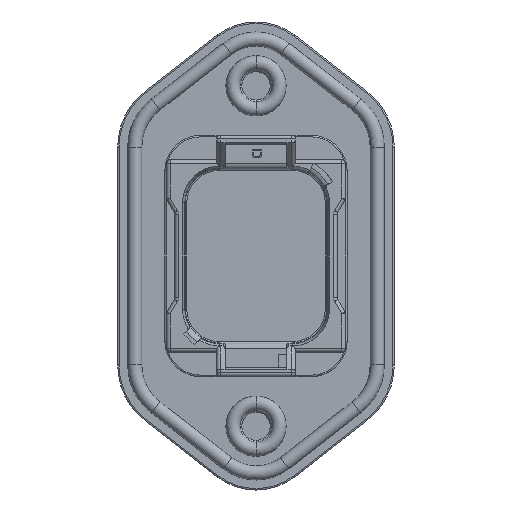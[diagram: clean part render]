
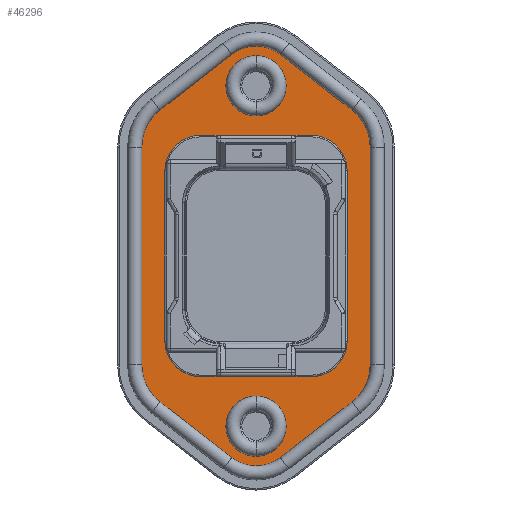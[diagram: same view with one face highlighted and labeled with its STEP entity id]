
A CAD part, front view. The second image highlights one B-rep face of the part: STEP entity #46296.
In plain terms, the highlighted planar face has unit normal (0, -1, 0).
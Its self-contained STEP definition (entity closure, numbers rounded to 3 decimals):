
#71=DIRECTION('',(1.,0.,0.));
#72=VECTOR('',#71,15.7);
#73=CARTESIAN_POINT('',(-7.85,13.5,17.));
#74=LINE('',#73,#72);
#295=DIRECTION('',(-1.,0.,0.));
#296=VECTOR('',#295,15.7);
#297=CARTESIAN_POINT('',(7.85,13.5,-17.));
#298=LINE('',#297,#296);
#14826=CARTESIAN_POINT('',(7.85,13.5,-12.));
#14827=DIRECTION('',(0.,-1.,0.));
#14828=DIRECTION('',(0.,0.,-1.));
#14829=AXIS2_PLACEMENT_3D('',#14826,#14827,#14828);
#14885=DIRECTION('',(0.79,0.,-0.613));
#14886=VECTOR('',#14885,12.806);
#14887=CARTESIAN_POINT('',(-13.549,13.5,-20.567));
#14888=LINE('',#14887,#14886);
#14889=CARTESIAN_POINT('',(-9.5,13.5,-15.355));
#14890=DIRECTION('',(0.,-1.,0.));
#14891=DIRECTION('',(-1.,0.,0.));
#14892=AXIS2_PLACEMENT_3D('',#14889,#14890,#14891);
#14894=DIRECTION('',(0.,0.,-1.));
#14895=VECTOR('',#14894,30.71);
#14896=CARTESIAN_POINT('',(-16.1,13.5,15.355));
#14897=LINE('',#14896,#14895);
#14898=CARTESIAN_POINT('',(-9.5,13.5,15.355));
#14899=DIRECTION('',(0.,-1.,0.));
#14900=DIRECTION('',(-0.613,0.,0.79));
#14901=AXIS2_PLACEMENT_3D('',#14898,#14899,#14900);
#14903=DIRECTION('',(-0.79,0.,-0.613));
#14904=VECTOR('',#14903,12.806);
#14905=CARTESIAN_POINT('',(-3.435,13.5,28.423));
#14906=LINE('',#14905,#14904);
#14907=CARTESIAN_POINT('',(0.,13.5,24.));
#14908=DIRECTION('',(0.,-1.,0.));
#14909=DIRECTION('',(0.613,0.,0.79));
#14910=AXIS2_PLACEMENT_3D('',#14907,#14908,#14909);
#14912=DIRECTION('',(-0.79,0.,0.613));
#14913=VECTOR('',#14912,12.806);
#14914=CARTESIAN_POINT('',(13.549,13.5,20.567));
#14915=LINE('',#14914,#14913);
#14916=CARTESIAN_POINT('',(9.5,13.5,15.355));
#14917=DIRECTION('',(0.,-1.,0.));
#14918=DIRECTION('',(1.,0.,0.));
#14919=AXIS2_PLACEMENT_3D('',#14916,#14917,#14918);
#14921=DIRECTION('',(0.,0.,1.));
#14922=VECTOR('',#14921,30.71);
#14923=CARTESIAN_POINT('',(16.1,13.5,-15.355));
#14924=LINE('',#14923,#14922);
#14925=CARTESIAN_POINT('',(9.5,13.5,-15.355));
#14926=DIRECTION('',(0.,-1.,0.));
#14927=DIRECTION('',(0.613,0.,-0.79));
#14928=AXIS2_PLACEMENT_3D('',#14925,#14926,#14927);
#14930=DIRECTION('',(0.79,0.,0.613));
#14931=VECTOR('',#14930,12.806);
#14932=CARTESIAN_POINT('',(3.435,13.5,-28.423));
#14933=LINE('',#14932,#14931);
#14934=CARTESIAN_POINT('',(0.,13.5,-24.));
#14935=DIRECTION('',(0.,-1.,0.));
#14936=DIRECTION('',(-0.613,0.,-0.79));
#14937=AXIS2_PLACEMENT_3D('',#14934,#14935,#14936);
#14939=CARTESIAN_POINT('',(0.,13.5,-24.));
#14940=DIRECTION('',(0.,1.,0.));
#14941=DIRECTION('',(0.,0.,1.));
#14942=AXIS2_PLACEMENT_3D('',#14939,#14940,#14941);
#14944=CARTESIAN_POINT('',(0.,13.5,-24.));
#14945=DIRECTION('',(0.,1.,0.));
#14946=DIRECTION('',(0.,0.,-1.));
#14947=AXIS2_PLACEMENT_3D('',#14944,#14945,#14946);
#14949=CARTESIAN_POINT('',(0.,13.5,24.));
#14950=DIRECTION('',(0.,1.,0.));
#14951=DIRECTION('',(0.,0.,1.));
#14952=AXIS2_PLACEMENT_3D('',#14949,#14950,#14951);
#14954=CARTESIAN_POINT('',(0.,13.5,24.));
#14955=DIRECTION('',(0.,1.,0.));
#14956=DIRECTION('',(0.,0.,-1.));
#14957=AXIS2_PLACEMENT_3D('',#14954,#14955,#14956);
#15133=DIRECTION('',(0.,0.,-1.));
#15134=VECTOR('',#15133,24.);
#15135=CARTESIAN_POINT('',(12.85,13.5,12.));
#15136=LINE('',#15135,#15134);
#15177=CARTESIAN_POINT('',(7.85,13.5,12.));
#15178=DIRECTION('',(0.,-1.,0.));
#15179=DIRECTION('',(1.,0.,0.));
#15180=AXIS2_PLACEMENT_3D('',#15177,#15178,#15179);
#15898=CARTESIAN_POINT('',(-7.85,13.5,12.));
#15899=DIRECTION('',(0.,-1.,0.));
#15900=DIRECTION('',(0.,0.,1.));
#15901=AXIS2_PLACEMENT_3D('',#15898,#15899,#15900);
#15975=CARTESIAN_POINT('',(-7.85,13.5,-12.));
#15976=DIRECTION('',(0.,-1.,0.));
#15977=DIRECTION('',(-1.,0.,0.));
#15978=AXIS2_PLACEMENT_3D('',#15975,#15976,#15977);
#15984=DIRECTION('',(0.,0.,1.));
#15985=VECTOR('',#15984,24.);
#15986=CARTESIAN_POINT('',(-12.85,13.5,-12.));
#15987=LINE('',#15986,#15985);
#22741=CARTESIAN_POINT('',(-13.549,13.5,-20.567));
#22742=CARTESIAN_POINT('',(-3.435,13.5,-28.423));
#22743=VERTEX_POINT('',#22741);
#22744=VERTEX_POINT('',#22742);
#22749=CARTESIAN_POINT('',(3.435,13.5,-28.423));
#22750=VERTEX_POINT('',#22749);
#22753=CARTESIAN_POINT('',(13.549,13.5,-20.567));
#22754=VERTEX_POINT('',#22753);
#22757=CARTESIAN_POINT('',(16.1,13.5,-15.355));
#22758=VERTEX_POINT('',#22757);
#22761=CARTESIAN_POINT('',(16.1,13.5,15.355));
#22762=VERTEX_POINT('',#22761);
#22765=CARTESIAN_POINT('',(13.549,13.5,20.567));
#22766=VERTEX_POINT('',#22765);
#22769=CARTESIAN_POINT('',(3.435,13.5,28.423));
#22770=VERTEX_POINT('',#22769);
#22773=CARTESIAN_POINT('',(-3.435,13.5,28.423));
#22774=VERTEX_POINT('',#22773);
#22777=CARTESIAN_POINT('',(-13.549,13.5,20.567));
#22778=VERTEX_POINT('',#22777);
#22781=CARTESIAN_POINT('',(-16.1,13.5,15.355));
#22782=VERTEX_POINT('',#22781);
#22785=CARTESIAN_POINT('',(-16.1,13.5,-15.355));
#22786=VERTEX_POINT('',#22785);
#22817=CARTESIAN_POINT('',(0.,13.5,28.25));
#22818=CARTESIAN_POINT('',(0.,13.5,19.75));
#22819=VERTEX_POINT('',#22817);
#22820=VERTEX_POINT('',#22818);
#22825=CARTESIAN_POINT('',(0.,13.5,-19.75));
#22826=CARTESIAN_POINT('',(0.,13.5,-28.25));
#22827=VERTEX_POINT('',#22825);
#22828=VERTEX_POINT('',#22826);
#22829=CARTESIAN_POINT('',(7.85,13.5,-17.));
#22830=CARTESIAN_POINT('',(-7.85,13.5,-17.));
#22831=VERTEX_POINT('',#22829);
#22832=VERTEX_POINT('',#22830);
#22833=CARTESIAN_POINT('',(-7.85,13.5,17.));
#22834=CARTESIAN_POINT('',(7.85,13.5,17.));
#22835=VERTEX_POINT('',#22833);
#22836=VERTEX_POINT('',#22834);
#22837=CARTESIAN_POINT('',(12.85,13.5,-12.));
#22838=VERTEX_POINT('',#22837);
#22839=CARTESIAN_POINT('',(-12.85,13.5,-12.));
#22840=VERTEX_POINT('',#22839);
#22841=CARTESIAN_POINT('',(-12.85,13.5,12.));
#22842=VERTEX_POINT('',#22841);
#22843=CARTESIAN_POINT('',(12.85,13.5,12.));
#22844=VERTEX_POINT('',#22843);
#46238=CARTESIAN_POINT('',(12.6,13.5,0.));
#46239=DIRECTION('',(0.,-1.,0.));
#46240=DIRECTION('',(0.,0.,1.));
#46241=AXIS2_PLACEMENT_3D('',#46238,#46239,#46240);
#46242=PLANE('',#46241);
#46244=ORIENTED_EDGE('',*,*,#46243,.F.);
#46246=ORIENTED_EDGE('',*,*,#46245,.F.);
#46248=ORIENTED_EDGE('',*,*,#46247,.F.);
#46250=ORIENTED_EDGE('',*,*,#46249,.F.);
#46252=ORIENTED_EDGE('',*,*,#46251,.F.);
#46254=ORIENTED_EDGE('',*,*,#46253,.F.);
#46256=ORIENTED_EDGE('',*,*,#46255,.F.);
#46258=ORIENTED_EDGE('',*,*,#46257,.F.);
#46260=ORIENTED_EDGE('',*,*,#46259,.F.);
#46262=ORIENTED_EDGE('',*,*,#46261,.F.);
#46264=ORIENTED_EDGE('',*,*,#46263,.F.);
#46266=ORIENTED_EDGE('',*,*,#46265,.F.);
#46267=EDGE_LOOP('',(#46244,#46246,#46248,#46250,#46252,#46254,#46256,#46258,
#46260,#46262,#46264,#46266));
#46268=FACE_OUTER_BOUND('',#46267,.F.);
#46269=ORIENTED_EDGE('',*,*,#25148,.F.);
#46270=ORIENTED_EDGE('',*,*,#46229,.T.);
#46272=ORIENTED_EDGE('',*,*,#46271,.F.);
#46274=ORIENTED_EDGE('',*,*,#46273,.T.);
#46275=ORIENTED_EDGE('',*,*,#24920,.F.);
#46277=ORIENTED_EDGE('',*,*,#46276,.T.);
#46279=ORIENTED_EDGE('',*,*,#46278,.F.);
#46281=ORIENTED_EDGE('',*,*,#46280,.T.);
#46282=EDGE_LOOP('',(#46269,#46270,#46272,#46274,#46275,#46277,#46279,#46281));
#46283=FACE_BOUND('',#46282,.F.);
#46285=ORIENTED_EDGE('',*,*,#46284,.F.);
#46287=ORIENTED_EDGE('',*,*,#46286,.F.);
#46288=EDGE_LOOP('',(#46285,#46287));
#46289=FACE_BOUND('',#46288,.F.);
#46291=ORIENTED_EDGE('',*,*,#46290,.F.);
#46293=ORIENTED_EDGE('',*,*,#46292,.F.);
#46294=EDGE_LOOP('',(#46291,#46293));
#46295=FACE_BOUND('',#46294,.F.);
#46296=ADVANCED_FACE('',(#46268,#46283,#46289,#46295),#46242,.T.);
#14830=CIRCLE('',#14829,5.);
#14893=CIRCLE('',#14892,6.6);
#14902=CIRCLE('',#14901,6.6);
#14911=CIRCLE('',#14910,5.6);
#14920=CIRCLE('',#14919,6.6);
#14929=CIRCLE('',#14928,6.6);
#14938=CIRCLE('',#14937,5.6);
#14943=CIRCLE('',#14942,4.25);
#14948=CIRCLE('',#14947,4.25);
#14953=CIRCLE('',#14952,4.25);
#14958=CIRCLE('',#14957,4.25);
#15181=CIRCLE('',#15180,5.);
#15902=CIRCLE('',#15901,5.);
#15979=CIRCLE('',#15978,5.);
#24920=EDGE_CURVE('',#22835,#22836,#74,.T.);
#25148=EDGE_CURVE('',#22831,#22832,#298,.T.);
#46229=EDGE_CURVE('',#22831,#22838,#14830,.T.);
#46243=EDGE_CURVE('',#22743,#22744,#14888,.T.);
#46245=EDGE_CURVE('',#22786,#22743,#14893,.T.);
#46247=EDGE_CURVE('',#22782,#22786,#14897,.T.);
#46249=EDGE_CURVE('',#22778,#22782,#14902,.T.);
#46251=EDGE_CURVE('',#22774,#22778,#14906,.T.);
#46253=EDGE_CURVE('',#22770,#22774,#14911,.T.);
#46255=EDGE_CURVE('',#22766,#22770,#14915,.T.);
#46257=EDGE_CURVE('',#22762,#22766,#14920,.T.);
#46259=EDGE_CURVE('',#22758,#22762,#14924,.T.);
#46261=EDGE_CURVE('',#22754,#22758,#14929,.T.);
#46263=EDGE_CURVE('',#22750,#22754,#14933,.T.);
#46265=EDGE_CURVE('',#22744,#22750,#14938,.T.);
#46271=EDGE_CURVE('',#22844,#22838,#15136,.T.);
#46273=EDGE_CURVE('',#22844,#22836,#15181,.T.);
#46276=EDGE_CURVE('',#22835,#22842,#15902,.T.);
#46278=EDGE_CURVE('',#22840,#22842,#15987,.T.);
#46280=EDGE_CURVE('',#22840,#22832,#15979,.T.);
#46284=EDGE_CURVE('',#22827,#22828,#14943,.T.);
#46286=EDGE_CURVE('',#22828,#22827,#14948,.T.);
#46290=EDGE_CURVE('',#22819,#22820,#14953,.T.);
#46292=EDGE_CURVE('',#22820,#22819,#14958,.T.);
